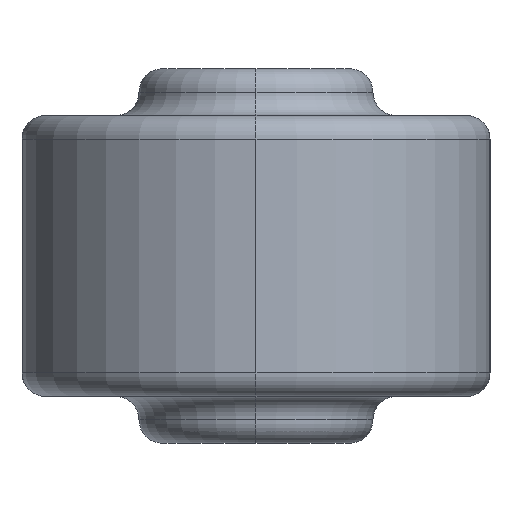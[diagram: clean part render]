
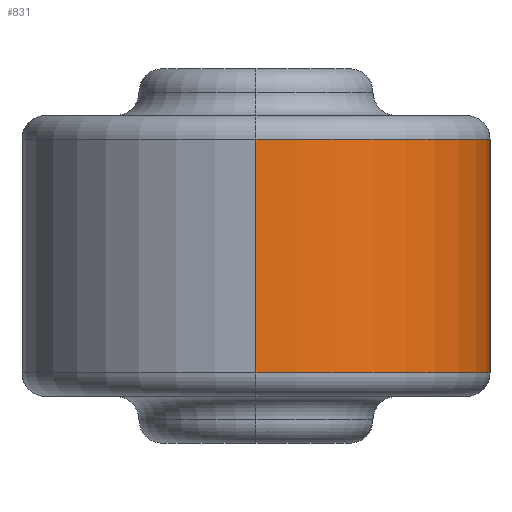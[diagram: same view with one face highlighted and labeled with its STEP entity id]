
A CAD part, left-side view. The second image highlights one B-rep face of the part: STEP entity #831.
In plain terms, the highlighted cylindrical face has radius 50 mm (diameter 100 mm), a partial arc.
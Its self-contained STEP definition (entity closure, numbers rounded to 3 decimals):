
#1 = VECTOR ( 'NONE', #640, 1000. ) ;
#18 = EDGE_CURVE ( 'NONE', #821, #177, #707, .T. ) ;
#23 = ORIENTED_EDGE ( 'NONE', *, *, #18, .F. ) ;
#38 = CARTESIAN_POINT ( 'NONE',  ( -50., 0., -25. ) ) ;
#58 = DIRECTION ( 'NONE',  ( -1., 0., 0. ) ) ;
#59 = FACE_OUTER_BOUND ( 'NONE', #697, .T. ) ;
#70 = LINE ( 'NONE', #796, #1 ) ;
#75 = AXIS2_PLACEMENT_3D ( 'NONE', #735, #873, #184 ) ;
#94 = CARTESIAN_POINT ( 'NONE',  ( -50., 0., 25. ) ) ;
#150 = DIRECTION ( 'NONE',  ( -1., 0., 0. ) ) ;
#164 = CIRCLE ( 'NONE', #891, 50. ) ;
#177 = VERTEX_POINT ( 'NONE', #794 ) ;
#184 = DIRECTION ( 'NONE',  ( -1., 0., 0. ) ) ;
#267 = ORIENTED_EDGE ( 'NONE', *, *, #531, .T. ) ;
#293 = CARTESIAN_POINT ( 'NONE',  ( 0., -50., 25. ) ) ;
#298 = CARTESIAN_POINT ( 'NONE',  ( 0., -50., 30. ) ) ;
#313 = CYLINDRICAL_SURFACE ( 'NONE', #770, 50. ) ;
#372 = ORIENTED_EDGE ( 'NONE', *, *, #566, .T. ) ;
#386 = CIRCLE ( 'NONE', #75, 50. ) ;
#426 = CARTESIAN_POINT ( 'NONE',  ( 0., 0., 30. ) ) ;
#429 = VERTEX_POINT ( 'NONE', #94 ) ;
#485 = DIRECTION ( 'NONE',  ( 0., 0., -1. ) ) ;
#509 = VERTEX_POINT ( 'NONE', #38 ) ;
#520 = VECTOR ( 'NONE', #629, 1000. ) ;
#531 = EDGE_CURVE ( 'NONE', #429, #509, #70, .T. ) ;
#566 = EDGE_CURVE ( 'NONE', #509, #177, #164, .T. ) ;
#629 = DIRECTION ( 'NONE',  ( 0., 0., -1. ) ) ;
#630 = EDGE_CURVE ( 'NONE', #821, #429, #386, .T. ) ;
#640 = DIRECTION ( 'NONE',  ( 0., 0., -1. ) ) ;
#690 = ORIENTED_EDGE ( 'NONE', *, *, #630, .T. ) ;
#697 = EDGE_LOOP ( 'NONE', ( #690, #267, #372, #23 ) ) ;
#707 = LINE ( 'NONE', #298, #520 ) ;
#735 = CARTESIAN_POINT ( 'NONE',  ( 0., 0., 25. ) ) ;
#738 = DIRECTION ( 'NONE',  ( 0., 0., 1. ) ) ;
#770 = AXIS2_PLACEMENT_3D ( 'NONE', #426, #485, #150 ) ;
#794 = CARTESIAN_POINT ( 'NONE',  ( 0., -50., -25. ) ) ;
#796 = CARTESIAN_POINT ( 'NONE',  ( -50., 0., 30. ) ) ;
#803 = CARTESIAN_POINT ( 'NONE',  ( 0., 0., -25. ) ) ;
#821 = VERTEX_POINT ( 'NONE', #293 ) ;
#831 = ADVANCED_FACE ( 'NONE', ( #59 ), #313, .T. ) ;
#873 = DIRECTION ( 'NONE',  ( 0., 0., -1. ) ) ;
#891 = AXIS2_PLACEMENT_3D ( 'NONE', #803, #738, #58 ) ;
